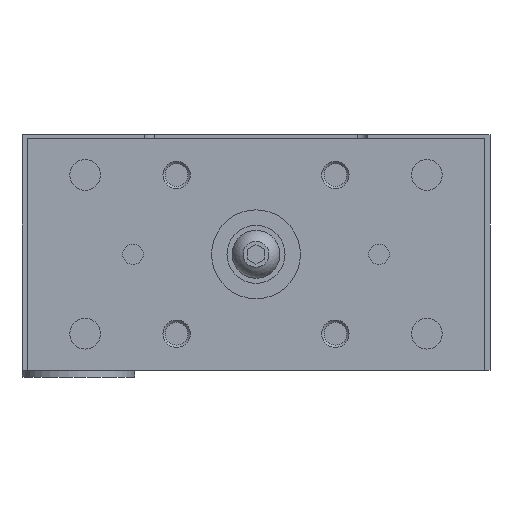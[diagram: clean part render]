
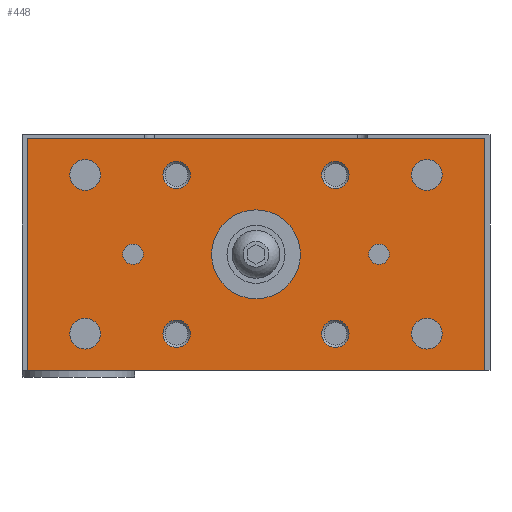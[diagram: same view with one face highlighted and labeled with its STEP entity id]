
A CAD part, left-side view. The second image highlights one B-rep face of the part: STEP entity #448.
In plain terms, the highlighted planar face has unit normal (-1, 0, 0).
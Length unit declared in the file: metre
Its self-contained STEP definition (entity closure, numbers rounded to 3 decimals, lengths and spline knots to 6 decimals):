
#448 = ADVANCED_FACE( '', ( #1242, #1243, #1244, #1245, #1246, #1247, #1248, #1249, #1250, #1251, #1252, #1253 ), #1254, .F. );
#1242 = FACE_BOUND( '', #2638, .T. );
#1243 = FACE_BOUND( '', #2639, .T. );
#1244 = FACE_BOUND( '', #2640, .T. );
#1245 = FACE_BOUND( '', #2641, .T. );
#1246 = FACE_BOUND( '', #2642, .T. );
#1247 = FACE_BOUND( '', #2643, .T. );
#1248 = FACE_BOUND( '', #2644, .T. );
#1249 = FACE_BOUND( '', #2645, .T. );
#1250 = FACE_BOUND( '', #2646, .T. );
#1251 = FACE_BOUND( '', #2647, .T. );
#1252 = FACE_BOUND( '', #2648, .T. );
#1253 = FACE_OUTER_BOUND( '', #2649, .T. );
#1254 = PLANE( '', #2650 );
#2638 = EDGE_LOOP( '', ( #4108 ) );
#2639 = EDGE_LOOP( '', ( #4109 ) );
#2640 = EDGE_LOOP( '', ( #4110 ) );
#2641 = EDGE_LOOP( '', ( #4111 ) );
#2642 = EDGE_LOOP( '', ( #4112 ) );
#2643 = EDGE_LOOP( '', ( #4113 ) );
#2644 = EDGE_LOOP( '', ( #4114 ) );
#2645 = EDGE_LOOP( '', ( #4115 ) );
#2646 = EDGE_LOOP( '', ( #4116 ) );
#2647 = EDGE_LOOP( '', ( #4117 ) );
#2648 = EDGE_LOOP( '', ( #4118 ) );
#2649 = EDGE_LOOP( '', ( #4119, #4120, #4121, #4122 ) );
#2650 = AXIS2_PLACEMENT_3D( '', #4123, #4124, #4125 );
#4108 = ORIENTED_EDGE( '', *, *, #6719, .T. );
#4109 = ORIENTED_EDGE( '', *, *, #6720, .T. );
#4110 = ORIENTED_EDGE( '', *, *, #6721, .F. );
#4111 = ORIENTED_EDGE( '', *, *, #6722, .F. );
#4112 = ORIENTED_EDGE( '', *, *, #6723, .T. );
#4113 = ORIENTED_EDGE( '', *, *, #6724, .F. );
#4114 = ORIENTED_EDGE( '', *, *, #6725, .T. );
#4115 = ORIENTED_EDGE( '', *, *, #6726, .T. );
#4116 = ORIENTED_EDGE( '', *, *, #6727, .F. );
#4117 = ORIENTED_EDGE( '', *, *, #6728, .F. );
#4118 = ORIENTED_EDGE( '', *, *, #6632, .T. );
#4119 = ORIENTED_EDGE( '', *, *, #6729, .T. );
#4120 = ORIENTED_EDGE( '', *, *, #6730, .T. );
#4121 = ORIENTED_EDGE( '', *, *, #6731, .T. );
#4122 = ORIENTED_EDGE( '', *, *, #6732, .T. );
#4123 = CARTESIAN_POINT( '', ( -0.027, -0.067, -0.069 ) );
#4124 = DIRECTION( '', ( 1., 0., 0. ) );
#4125 = DIRECTION( '', ( 0., 0., -1. ) );
#6632 = EDGE_CURVE( '', #7632, #7632, #7633, .T. );
#6719 = EDGE_CURVE( '', #7780, #7780, #7781, .T. );
#6720 = EDGE_CURVE( '', #7782, #7782, #7783, .T. );
#6721 = EDGE_CURVE( '', #7784, #7784, #7785, .T. );
#6722 = EDGE_CURVE( '', #7786, #7786, #7787, .T. );
#6723 = EDGE_CURVE( '', #7788, #7788, #7789, .T. );
#6724 = EDGE_CURVE( '', #7790, #7790, #7791, .T. );
#6725 = EDGE_CURVE( '', #7792, #7792, #7793, .T. );
#6726 = EDGE_CURVE( '', #7794, #7794, #7795, .T. );
#6727 = EDGE_CURVE( '', #7796, #7796, #7797, .T. );
#6728 = EDGE_CURVE( '', #7798, #7798, #7799, .T. );
#6729 = EDGE_CURVE( '', #7800, #7801, #7802, .T. );
#6730 = EDGE_CURVE( '', #7801, #7803, #7804, .T. );
#6731 = EDGE_CURVE( '', #7803, #7805, #7806, .T. );
#6732 = EDGE_CURVE( '', #7805, #7800, #7807, .T. );
#7632 = VERTEX_POINT( '', #9084 );
#7633 = CIRCLE( '', #9085, 0.0045 );
#7780 = VERTEX_POINT( '', #9301 );
#7781 = CIRCLE( '', #9302, 0.013 );
#7782 = VERTEX_POINT( '', #9303 );
#7783 = CIRCLE( '', #9304, 0.004 );
#7784 = VERTEX_POINT( '', #9305 );
#7785 = CIRCLE( '', #9306, 0.004 );
#7786 = VERTEX_POINT( '', #9307 );
#7787 = CIRCLE( '', #9308, 0.004 );
#7788 = VERTEX_POINT( '', #9309 );
#7789 = CIRCLE( '', #9310, 0.004 );
#7790 = VERTEX_POINT( '', #9311 );
#7791 = CIRCLE( '', #9312, 0.003 );
#7792 = VERTEX_POINT( '', #9313 );
#7793 = CIRCLE( '', #9314, 0.003 );
#7794 = VERTEX_POINT( '', #9315 );
#7795 = CIRCLE( '', #9316, 0.0045 );
#7796 = VERTEX_POINT( '', #9317 );
#7797 = CIRCLE( '', #9318, 0.0045 );
#7798 = VERTEX_POINT( '', #9319 );
#7799 = CIRCLE( '', #9320, 0.0045 );
#7800 = VERTEX_POINT( '', #9321 );
#7801 = VERTEX_POINT( '', #9322 );
#7802 = LINE( '', #9323, #9324 );
#7803 = VERTEX_POINT( '', #9325 );
#7804 = LINE( '', #9326, #9327 );
#7805 = VERTEX_POINT( '', #9328 );
#7806 = LINE( '', #9329, #9330 );
#7807 = LINE( '', #9331, #9332 );
#9084 = CARTESIAN_POINT( '', ( -0.027, 0.0545, -0.01175 ) );
#9085 = AXIS2_PLACEMENT_3D( '', #11388, #11389, #11390 );
#9301 = CARTESIAN_POINT( '', ( -0.027, -0.013, -0.035 ) );
#9302 = AXIS2_PLACEMENT_3D( '', #11505, #11506, #11507 );
#9303 = CARTESIAN_POINT( '', ( -0.027, -0.01925, -0.05825 ) );
#9304 = AXIS2_PLACEMENT_3D( '', #11508, #11509, #11510 );
#9305 = CARTESIAN_POINT( '', ( -0.027, 0.01925, -0.05825 ) );
#9306 = AXIS2_PLACEMENT_3D( '', #11511, #11512, #11513 );
#9307 = CARTESIAN_POINT( '', ( -0.027, -0.01925, -0.01175 ) );
#9308 = AXIS2_PLACEMENT_3D( '', #11514, #11515, #11516 );
#9309 = CARTESIAN_POINT( '', ( -0.027, 0.01925, -0.01175 ) );
#9310 = AXIS2_PLACEMENT_3D( '', #11517, #11518, #11519 );
#9311 = CARTESIAN_POINT( '', ( -0.027, -0.033, -0.035 ) );
#9312 = AXIS2_PLACEMENT_3D( '', #11520, #11521, #11522 );
#9313 = CARTESIAN_POINT( '', ( -0.027, 0.033, -0.035 ) );
#9314 = AXIS2_PLACEMENT_3D( '', #11523, #11524, #11525 );
#9315 = CARTESIAN_POINT( '', ( -0.027, -0.0545, -0.05825 ) );
#9316 = AXIS2_PLACEMENT_3D( '', #11526, #11527, #11528 );
#9317 = CARTESIAN_POINT( '', ( -0.027, 0.0545, -0.05825 ) );
#9318 = AXIS2_PLACEMENT_3D( '', #11529, #11530, #11531 );
#9319 = CARTESIAN_POINT( '', ( -0.027, -0.0545, -0.01175 ) );
#9320 = AXIS2_PLACEMENT_3D( '', #11532, #11533, #11534 );
#9321 = CARTESIAN_POINT( '', ( -0.027, -0.067, -0.069 ) );
#9322 = CARTESIAN_POINT( '', ( -0.027, -0.067, -0.001 ) );
#9323 = CARTESIAN_POINT( '', ( -0.027, -0.067, -0.069 ) );
#9324 = VECTOR( '', #11535, 1. );
#9325 = CARTESIAN_POINT( '', ( -0.027, 0.067, -0.001 ) );
#9326 = CARTESIAN_POINT( '', ( -0.027, -0.067, -0.001 ) );
#9327 = VECTOR( '', #11536, 1. );
#9328 = CARTESIAN_POINT( '', ( -0.027, 0.067, -0.069 ) );
#9329 = CARTESIAN_POINT( '', ( -0.027, 0.067, -0.001 ) );
#9330 = VECTOR( '', #11537, 1. );
#9331 = CARTESIAN_POINT( '', ( -0.027, 0.067, -0.069 ) );
#9332 = VECTOR( '', #11538, 1. );
#11388 = CARTESIAN_POINT( '', ( -0.027, 0.05, -0.01175 ) );
#11389 = DIRECTION( '', ( 1., 0., 0. ) );
#11390 = DIRECTION( '', ( 0., 1., 0. ) );
#11505 = CARTESIAN_POINT( '', ( -0.027, 0., -0.035 ) );
#11506 = DIRECTION( '', ( 1., 0., 0. ) );
#11507 = DIRECTION( '', ( 0., -1., 0. ) );
#11508 = CARTESIAN_POINT( '', ( -0.027, -0.02325, -0.05825 ) );
#11509 = DIRECTION( '', ( 1., 0., 0. ) );
#11510 = DIRECTION( '', ( 0., 1., 0. ) );
#11511 = CARTESIAN_POINT( '', ( -0.027, 0.02325, -0.05825 ) );
#11512 = DIRECTION( '', ( -1., 0., 0. ) );
#11513 = DIRECTION( '', ( 0., -1., 0. ) );
#11514 = CARTESIAN_POINT( '', ( -0.027, -0.02325, -0.01175 ) );
#11515 = DIRECTION( '', ( -1., 0., 0. ) );
#11516 = DIRECTION( '', ( 0., 1., 0. ) );
#11517 = CARTESIAN_POINT( '', ( -0.027, 0.02325, -0.01175 ) );
#11518 = DIRECTION( '', ( 1., 0., 0. ) );
#11519 = DIRECTION( '', ( 0., -1., 0. ) );
#11520 = CARTESIAN_POINT( '', ( -0.027, -0.036, -0.035 ) );
#11521 = DIRECTION( '', ( -1., 0., 0. ) );
#11522 = DIRECTION( '', ( 0., 1., 0. ) );
#11523 = CARTESIAN_POINT( '', ( -0.027, 0.036, -0.035 ) );
#11524 = DIRECTION( '', ( 1., 0., 0. ) );
#11525 = DIRECTION( '', ( 0., -1., 0. ) );
#11526 = CARTESIAN_POINT( '', ( -0.027, -0.05, -0.05825 ) );
#11527 = DIRECTION( '', ( 1., 0., 0. ) );
#11528 = DIRECTION( '', ( 0., -1., 0. ) );
#11529 = CARTESIAN_POINT( '', ( -0.027, 0.05, -0.05825 ) );
#11530 = DIRECTION( '', ( -1., 0., 0. ) );
#11531 = DIRECTION( '', ( 0., 1., 0. ) );
#11532 = CARTESIAN_POINT( '', ( -0.027, -0.05, -0.01175 ) );
#11533 = DIRECTION( '', ( -1., 0., 0. ) );
#11534 = DIRECTION( '', ( 0., -1., 0. ) );
#11535 = DIRECTION( '', ( 0., 0., 1. ) );
#11536 = DIRECTION( '', ( 0., 1., 0. ) );
#11537 = DIRECTION( '', ( 0., 0., -1. ) );
#11538 = DIRECTION( '', ( 0., -1., 0. ) );
